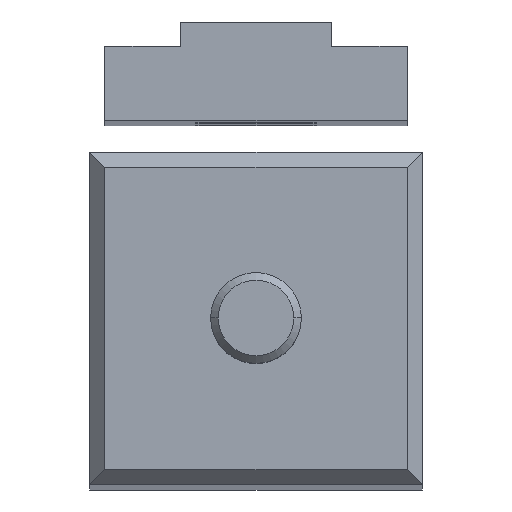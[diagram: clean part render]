
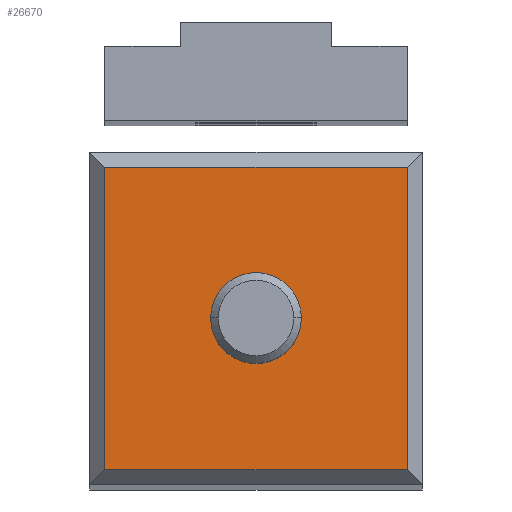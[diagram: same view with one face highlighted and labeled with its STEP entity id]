
A CAD part, top view. The second image highlights one B-rep face of the part: STEP entity #26670.
In plain terms, the highlighted face is planar.
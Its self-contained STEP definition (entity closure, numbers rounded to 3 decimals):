
#26130=CARTESIAN_POINT('',(0.,0.,0.));
#26140=DIRECTION('',(0.,0.,1.));
#26150=DIRECTION('',(1.,0.,0.));
#26160=AXIS2_PLACEMENT_3D('',#26130,#26140,#26150);
#26170=PLANE('',#26160);
#26180=CARTESIAN_POINT('',(10.,10.,0.));
#26190=DIRECTION('',(0.,0.,1.));
#26200=DIRECTION('',(1.,0.,0.));
#26210=AXIS2_PLACEMENT_3D('',#26180,#26190,#26200);
#26220=CIRCLE('',#26210,3.);
#26230=CARTESIAN_POINT('',(13.,10.,0.));
#26240=VERTEX_POINT('',#26230);
#26250=CARTESIAN_POINT('',(7.,10.,0.));
#26260=VERTEX_POINT('',#26250);
#26270=EDGE_CURVE('',#26240,#26260,#26220,.T.);
#26280=ORIENTED_EDGE('',*,*,#26270,.T.);
#26290=EDGE_CURVE('',#26260,#26240,#26220,.T.);
#26300=ORIENTED_EDGE('',*,*,#26290,.T.);
#26310=EDGE_LOOP('',(#26300,#26280));
#26320=FACE_BOUND('',#26310,.T.);
#26330=CARTESIAN_POINT('',(0.,0.,0.));
#26340=DIRECTION('',(0.,-1.,0.));
#26350=VECTOR('',#26340,1.);
#26360=LINE('',#26330,#26350);
#26370=CARTESIAN_POINT('',(0.,20.,0.));
#26380=VERTEX_POINT('',#26370);
#26390=CARTESIAN_POINT('',(0.,0.,0.));
#26400=VERTEX_POINT('',#26390);
#26410=EDGE_CURVE('',#26380,#26400,#26360,.T.);
#26420=ORIENTED_EDGE('',*,*,#26410,.F.);
#26430=CARTESIAN_POINT('',(0.,0.,0.));
#26440=DIRECTION('',(1.,0.,0.));
#26450=VECTOR('',#26440,1.);
#26460=LINE('',#26430,#26450);
#26470=CARTESIAN_POINT('',(20.,0.,0.));
#26480=VERTEX_POINT('',#26470);
#26490=EDGE_CURVE('',#26400,#26480,#26460,.T.);
#26500=ORIENTED_EDGE('',*,*,#26490,.F.);
#26510=CARTESIAN_POINT('',(20.,0.,0.));
#26520=DIRECTION('',(0.,1.,0.));
#26530=VECTOR('',#26520,1.);
#26540=LINE('',#26510,#26530);
#26550=CARTESIAN_POINT('',(20.,20.,0.));
#26560=VERTEX_POINT('',#26550);
#26570=EDGE_CURVE('',#26480,#26560,#26540,.T.);
#26580=ORIENTED_EDGE('',*,*,#26570,.F.);
#26590=CARTESIAN_POINT('',(0.,20.,0.));
#26600=DIRECTION('',(-1.,0.,0.));
#26610=VECTOR('',#26600,1.);
#26620=LINE('',#26590,#26610);
#26630=EDGE_CURVE('',#26560,#26380,#26620,.T.);
#26640=ORIENTED_EDGE('',*,*,#26630,.F.);
#26650=EDGE_LOOP('',(#26640,#26580,#26500,#26420));
#26660=FACE_OUTER_BOUND('',#26650,.T.);
#26670=ADVANCED_FACE('',(#26320,#26660),#26170,.F.);
